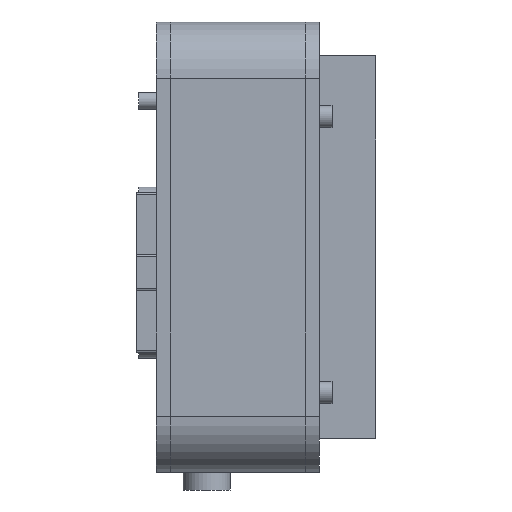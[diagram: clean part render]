
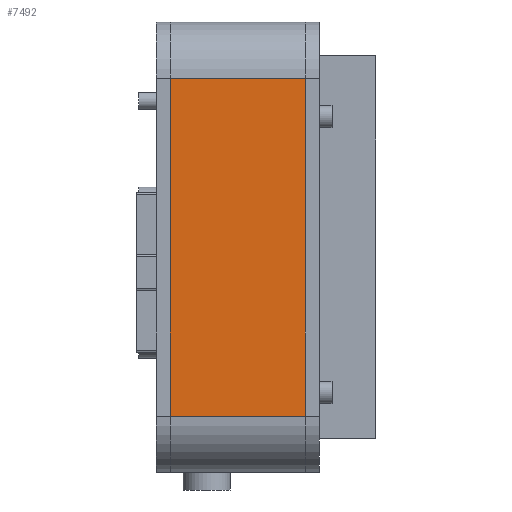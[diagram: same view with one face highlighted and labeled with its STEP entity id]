
A CAD part, left-side view. The second image highlights one B-rep face of the part: STEP entity #7492.
In plain terms, the highlighted planar face has unit normal (-1, 0, 0).
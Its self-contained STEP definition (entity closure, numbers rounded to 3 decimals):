
#1190=FACE_OUTER_BOUND('',#1784,.T.);
#1784=EDGE_LOOP('',(#6684,#6685,#6686,#6687));
#2468=LINE('',#12744,#3151);
#2469=LINE('',#12747,#3152);
#2470=LINE('',#12749,#3153);
#2471=LINE('',#12750,#3154);
#3151=VECTOR('',#10611,10.);
#3152=VECTOR('',#10614,10.);
#3153=VECTOR('',#10615,10.);
#3154=VECTOR('',#10616,10.);
#3804=VERTEX_POINT('',#12740);
#3805=VERTEX_POINT('',#12742);
#3806=VERTEX_POINT('',#12746);
#3807=VERTEX_POINT('',#12748);
#4775=EDGE_CURVE('',#3804,#3805,#2468,.T.);
#4776=EDGE_CURVE('',#3806,#3804,#2469,.T.);
#4777=EDGE_CURVE('',#3807,#3805,#2470,.F.);
#4778=EDGE_CURVE('',#3806,#3807,#2471,.T.);
#6684=ORIENTED_EDGE('',*,*,#4776,.T.);
#6685=ORIENTED_EDGE('',*,*,#4775,.T.);
#6686=ORIENTED_EDGE('',*,*,#4777,.F.);
#6687=ORIENTED_EDGE('',*,*,#4778,.F.);
#7059=PLANE('',#8444);
#7492=ADVANCED_FACE('',(#1190),#7059,.T.);
#8444=AXIS2_PLACEMENT_3D('',#12745,#10612,#10613);
#10611=DIRECTION('',(0.,1.,0.));
#10612=DIRECTION('center_axis',(-1.,0.,0.));
#10613=DIRECTION('ref_axis',(0.,0.,1.));
#10614=DIRECTION('',(0.,0.,1.));
#10615=DIRECTION('',(0.,0.,-1.));
#10616=DIRECTION('',(0.,1.,0.));
#12740=CARTESIAN_POINT('',(-95.,2.5,30.));
#12742=CARTESIAN_POINT('',(-95.,26.5,30.));
#12744=CARTESIAN_POINT('',(-95.,2.5,30.));
#12745=CARTESIAN_POINT('Origin',(-95.,2.5,-30.));
#12746=CARTESIAN_POINT('',(-95.,2.5,-30.));
#12747=CARTESIAN_POINT('',(-95.,2.5,-30.));
#12748=CARTESIAN_POINT('',(-95.,26.5,-30.));
#12749=CARTESIAN_POINT('',(-95.,26.5,3.536));
#12750=CARTESIAN_POINT('',(-95.,2.5,-30.));
